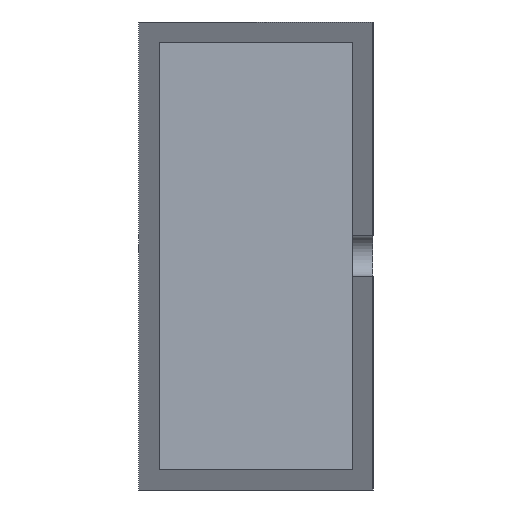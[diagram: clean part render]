
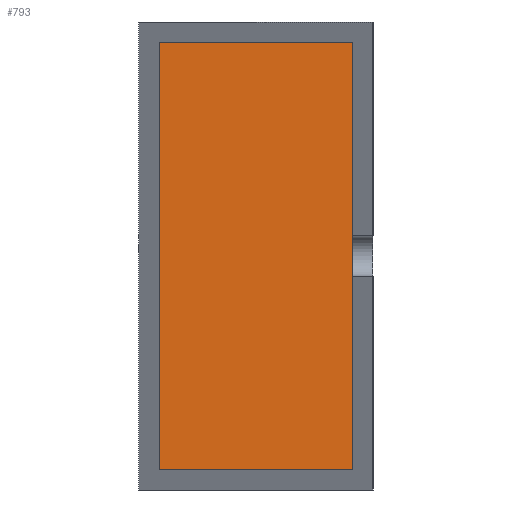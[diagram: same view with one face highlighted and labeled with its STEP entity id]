
A CAD part, left-side view. The second image highlights one B-rep face of the part: STEP entity #793.
In plain terms, the highlighted planar face has unit normal (-1, 0, 0).
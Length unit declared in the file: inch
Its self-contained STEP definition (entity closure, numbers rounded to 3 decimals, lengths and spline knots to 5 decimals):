
#20 = VECTOR ( 'NONE', #401, 39.37008 ) ;
#41 = LINE ( 'NONE', #606, #20 ) ;
#60 = VECTOR ( 'NONE', #808, 39.37008 ) ;
#110 = VERTEX_POINT ( 'NONE', #795 ) ;
#125 = EDGE_CURVE ( 'NONE', #653, #733, #868, .T. ) ;
#129 = EDGE_CURVE ( 'NONE', #110, #653, #41, .T. ) ;
#143 = CARTESIAN_POINT ( 'NONE',  ( -2.46063, 1.07874, 1.07874 ) ) ;
#151 = EDGE_CURVE ( 'NONE', #903, #110, #643, .T. ) ;
#173 = CARTESIAN_POINT ( 'NONE',  ( -2.46063, 0.10236, 1.07874 ) ) ;
#283 = EDGE_LOOP ( 'NONE', ( #960, #500, #1039, #871 ) ) ;
#391 = CARTESIAN_POINT ( 'NONE',  ( -2.46063, 1.07874, 1.07874 ) ) ;
#401 = DIRECTION ( 'NONE',  ( 0., 0., 1. ) ) ;
#414 = CARTESIAN_POINT ( 'NONE',  ( -2.46063, 0.10236, 1.07874 ) ) ;
#426 = VECTOR ( 'NONE', #630, 39.37008 ) ;
#500 = ORIENTED_EDGE ( 'NONE', *, *, #129, .T. ) ;
#522 = CARTESIAN_POINT ( 'NONE',  ( -2.46063, 1.07874, -1.07874 ) ) ;
#606 = CARTESIAN_POINT ( 'NONE',  ( -2.46063, 0.10236, -1.07874 ) ) ;
#630 = DIRECTION ( 'NONE',  ( 0., 1., 0. ) ) ;
#643 = LINE ( 'NONE', #692, #1061 ) ;
#653 = VERTEX_POINT ( 'NONE', #173 ) ;
#663 = AXIS2_PLACEMENT_3D ( 'NONE', #832, #809, #899 ) ;
#692 = CARTESIAN_POINT ( 'NONE',  ( -2.46063, 1.07874, -1.07874 ) ) ;
#710 = DIRECTION ( 'NONE',  ( 0., -1., 0. ) ) ;
#733 = VERTEX_POINT ( 'NONE', #391 ) ;
#793 = ADVANCED_FACE ( 'NONE', ( #869 ), #837, .T. ) ;
#795 = CARTESIAN_POINT ( 'NONE',  ( -2.46063, 0.10236, -1.07874 ) ) ;
#808 = DIRECTION ( 'NONE',  ( 0., 0., -1. ) ) ;
#809 = DIRECTION ( 'NONE',  ( -1., 0., 0. ) ) ;
#832 = CARTESIAN_POINT ( 'NONE',  ( -2.46063, 0., 0. ) ) ;
#837 = PLANE ( 'NONE',  #663 ) ;
#868 = LINE ( 'NONE', #414, #426 ) ;
#869 = FACE_OUTER_BOUND ( 'NONE', #283, .T. ) ;
#871 = ORIENTED_EDGE ( 'NONE', *, *, #873, .T. ) ;
#873 = EDGE_CURVE ( 'NONE', #733, #903, #931, .T. ) ;
#899 = DIRECTION ( 'NONE',  ( 0., 0., 1. ) ) ;
#903 = VERTEX_POINT ( 'NONE', #522 ) ;
#931 = LINE ( 'NONE', #143, #60 ) ;
#960 = ORIENTED_EDGE ( 'NONE', *, *, #151, .T. ) ;
#1039 = ORIENTED_EDGE ( 'NONE', *, *, #125, .T. ) ;
#1061 = VECTOR ( 'NONE', #710, 39.37008 ) ;
